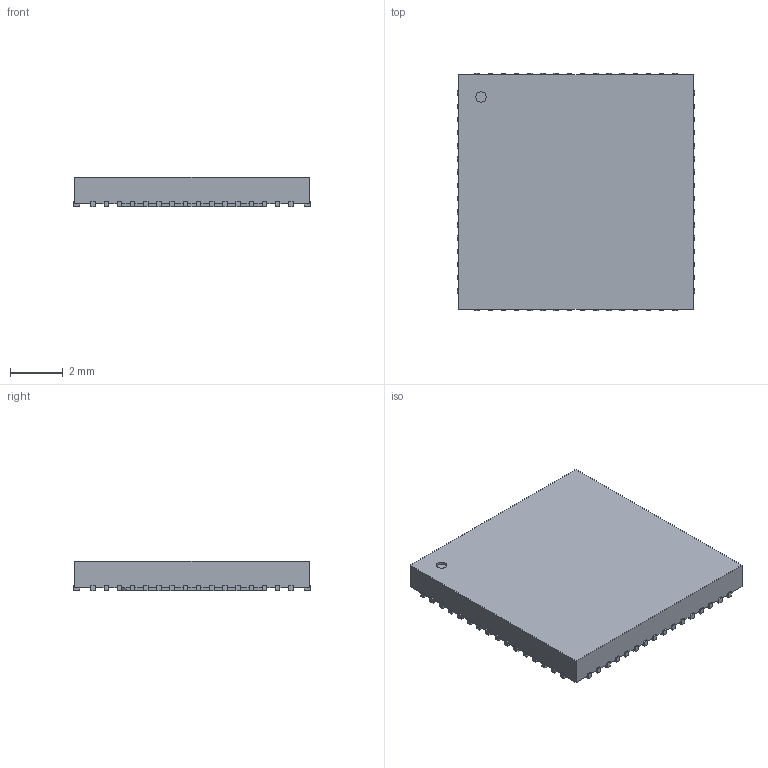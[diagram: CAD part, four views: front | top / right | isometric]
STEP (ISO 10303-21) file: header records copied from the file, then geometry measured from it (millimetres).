
FILE_DESCRIPTION(/* description */ ('model of QFN-64-1EP_9x9mm_P0.5mm_EP5.4x5.4mm'),/* implementation_level */ '2;1');
FILE_NAME(/* name */ 'QFN-64-1EP_9x9mm_P0.5mm_EP5.4x5.4mm.step',/* time_stamp */ '2018-11-02T18:15:44',/* author */ ('kicad StepUp','ksu'),/* organization */ ('FreeCAD'),/* preprocessor_version */ 'OCC',/* originating_system */ 'kicad StepUp',/* authorisation */ '');
FILE_SCHEMA(('AUTOMOTIVE_DESIGN { 1 0 10303 214 1 1 1 1 }'));
Length unit declared in the file: millimetre
Products named in the file (1): QFN_64_1EP_9x9mm_P05mm_EP54x54mm
Bounding box: 9 x 9 x 1.1 mm (x, y, z)
Volume: 82.4 mm3; surface area: 203.4 mm2
Topology: 1 solids, 1 shells, 398 faces, 1182 edges, 788 vertices
Faces by surface type: plane 397, cylinder 1
Full cylindrical faces by diameter (mm): 0.4 x1
Entity records: 8989 total; most frequent: ORIENTED_EDGE 2038, CARTESIAN_POINT 1379, EDGE_CURVE 1182, LINE 1116, VERTEX_POINT 788, AXIS2_PLACEMENT_3D 400, FACE_BOUND 400, EDGE_LOOP 400
